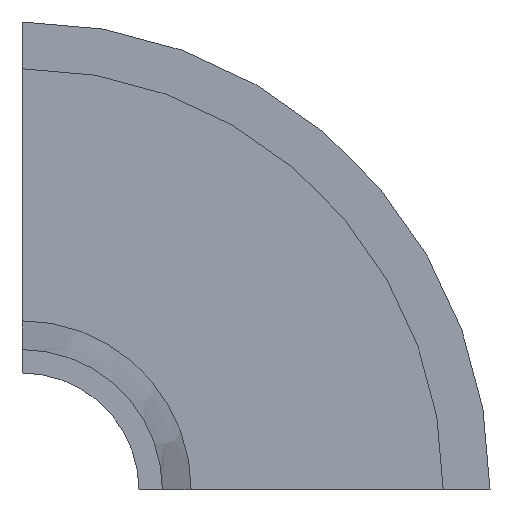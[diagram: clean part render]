
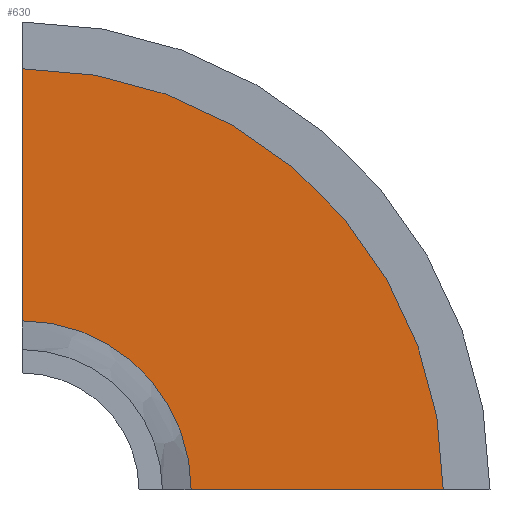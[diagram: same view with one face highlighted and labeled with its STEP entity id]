
A CAD part, front view. The second image highlights one B-rep face of the part: STEP entity #630.
In plain terms, the highlighted planar face has unit normal (0, -1, 0).
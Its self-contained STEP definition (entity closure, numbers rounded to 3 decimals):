
#24 = CARTESIAN_POINT ( 'NONE',  ( 0., -2.5, 0. ) ) ;
#53 = DIRECTION ( 'NONE',  ( 1., 0., 0. ) ) ;
#55 = AXIS2_PLACEMENT_3D ( 'NONE', #24, #248, #421 ) ;
#56 = CARTESIAN_POINT ( 'NONE',  ( 36., -2.5, 0. ) ) ;
#88 = DIRECTION ( 'NONE',  ( 0., 0., 1. ) ) ;
#103 = ORIENTED_EDGE ( 'NONE', *, *, #336, .T. ) ;
#160 = DIRECTION ( 'NONE',  ( 0., 1., 0. ) ) ;
#163 = EDGE_CURVE ( 'NONE', #1018, #520, #323, .T. ) ;
#171 = VECTOR ( 'NONE', #368, 1000. ) ;
#184 = EDGE_CURVE ( 'NONE', #751, #617, #207, .T. ) ;
#207 = CIRCLE ( 'NONE', #55, 14.459 ) ;
#238 = PLANE ( 'NONE',  #711 ) ;
#248 = DIRECTION ( 'NONE',  ( 0., 1., 0. ) ) ;
#263 = FACE_OUTER_BOUND ( 'NONE', #933, .T. ) ;
#323 = CIRCLE ( 'NONE', #726, 36. ) ;
#336 = EDGE_CURVE ( 'NONE', #1018, #751, #1000, .T. ) ;
#368 = DIRECTION ( 'NONE',  ( 0., 0., -1. ) ) ;
#405 = CARTESIAN_POINT ( 'NONE',  ( 14.459, -2.5, 0. ) ) ;
#421 = DIRECTION ( 'NONE',  ( 0., 0., 1. ) ) ;
#434 = ORIENTED_EDGE ( 'NONE', *, *, #887, .T. ) ;
#455 = CARTESIAN_POINT ( 'NONE',  ( 0., -2.5, 0. ) ) ;
#520 = VERTEX_POINT ( 'NONE', #56 ) ;
#617 = VERTEX_POINT ( 'NONE', #405 ) ;
#630 = ADVANCED_FACE ( 'NONE', ( #263 ), #238, .F. ) ;
#700 = LINE ( 'NONE', #455, #813 ) ;
#711 = AXIS2_PLACEMENT_3D ( 'NONE', #819, #160, #1045 ) ;
#726 = AXIS2_PLACEMENT_3D ( 'NONE', #940, #864, #88 ) ;
#751 = VERTEX_POINT ( 'NONE', #757 ) ;
#757 = CARTESIAN_POINT ( 'NONE',  ( 0., -2.5, 14.459 ) ) ;
#811 = CARTESIAN_POINT ( 'NONE',  ( 0., -2.5, 36. ) ) ;
#813 = VECTOR ( 'NONE', #53, 1000. ) ;
#819 = CARTESIAN_POINT ( 'NONE',  ( 0., -2.5, 14.459 ) ) ;
#864 = DIRECTION ( 'NONE',  ( 0., 1., 0. ) ) ;
#887 = EDGE_CURVE ( 'NONE', #617, #520, #700, .T. ) ;
#925 = ORIENTED_EDGE ( 'NONE', *, *, #184, .T. ) ;
#933 = EDGE_LOOP ( 'NONE', ( #925, #434, #968, #103 ) ) ;
#940 = CARTESIAN_POINT ( 'NONE',  ( 0., -2.5, 0. ) ) ;
#968 = ORIENTED_EDGE ( 'NONE', *, *, #163, .F. ) ;
#1000 = LINE ( 'NONE', #1010, #171 ) ;
#1010 = CARTESIAN_POINT ( 'NONE',  ( 0., -2.5, 14.459 ) ) ;
#1018 = VERTEX_POINT ( 'NONE', #811 ) ;
#1045 = DIRECTION ( 'NONE',  ( 0., 0., -1. ) ) ;
